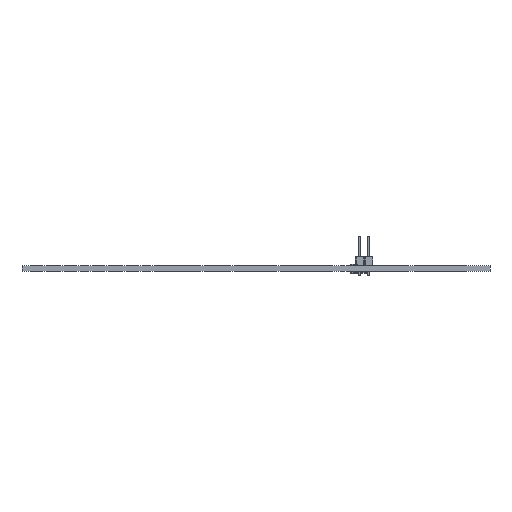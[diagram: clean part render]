
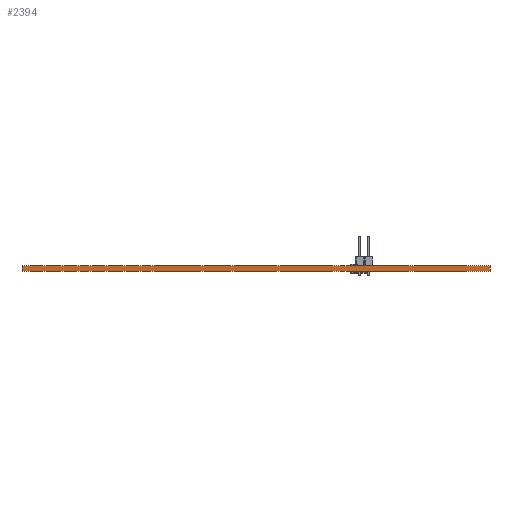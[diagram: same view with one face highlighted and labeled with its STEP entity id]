
A CAD part, front view. The second image highlights one B-rep face of the part: STEP entity #2394.
In plain terms, the highlighted planar face has unit normal (0, -1, 0).
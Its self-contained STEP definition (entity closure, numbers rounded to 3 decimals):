
#2394 = ADVANCED_FACE('',(#2395),#2429,.T.);
#2395 = FACE_BOUND('',#2396,.T.);
#2396 = EDGE_LOOP('',(#2397,#2407,#2415,#2423));
#2397 = ORIENTED_EDGE('',*,*,#2398,.T.);
#2398 = EDGE_CURVE('',#2399,#2401,#2403,.T.);
#2399 = VERTEX_POINT('',#2400);
#2400 = CARTESIAN_POINT('',(211.969,-147.169,0.));
#2401 = VERTEX_POINT('',#2402);
#2402 = CARTESIAN_POINT('',(211.969,-147.169,1.6));
#2403 = LINE('',#2404,#2405);
#2404 = CARTESIAN_POINT('',(211.969,-147.169,0.));
#2405 = VECTOR('',#2406,1.);
#2406 = DIRECTION('',(0.,0.,1.));
#2407 = ORIENTED_EDGE('',*,*,#2408,.T.);
#2408 = EDGE_CURVE('',#2401,#2409,#2411,.T.);
#2409 = VERTEX_POINT('',#2410);
#2410 = CARTESIAN_POINT('',(76.887,-147.169,1.6));
#2411 = LINE('',#2412,#2413);
#2412 = CARTESIAN_POINT('',(211.969,-147.169,1.6));
#2413 = VECTOR('',#2414,1.);
#2414 = DIRECTION('',(-1.,0.,0.));
#2415 = ORIENTED_EDGE('',*,*,#2416,.F.);
#2416 = EDGE_CURVE('',#2417,#2409,#2419,.T.);
#2417 = VERTEX_POINT('',#2418);
#2418 = CARTESIAN_POINT('',(76.887,-147.169,0.));
#2419 = LINE('',#2420,#2421);
#2420 = CARTESIAN_POINT('',(76.887,-147.169,0.));
#2421 = VECTOR('',#2422,1.);
#2422 = DIRECTION('',(0.,0.,1.));
#2423 = ORIENTED_EDGE('',*,*,#2424,.F.);
#2424 = EDGE_CURVE('',#2399,#2417,#2425,.T.);
#2425 = LINE('',#2426,#2427);
#2426 = CARTESIAN_POINT('',(211.969,-147.169,0.));
#2427 = VECTOR('',#2428,1.);
#2428 = DIRECTION('',(-1.,0.,0.));
#2429 = PLANE('',#2430);
#2430 = AXIS2_PLACEMENT_3D('',#2431,#2432,#2433);
#2431 = CARTESIAN_POINT('',(211.969,-147.169,0.));
#2432 = DIRECTION('',(0.,-1.,0.));
#2433 = DIRECTION('',(-1.,0.,0.));
